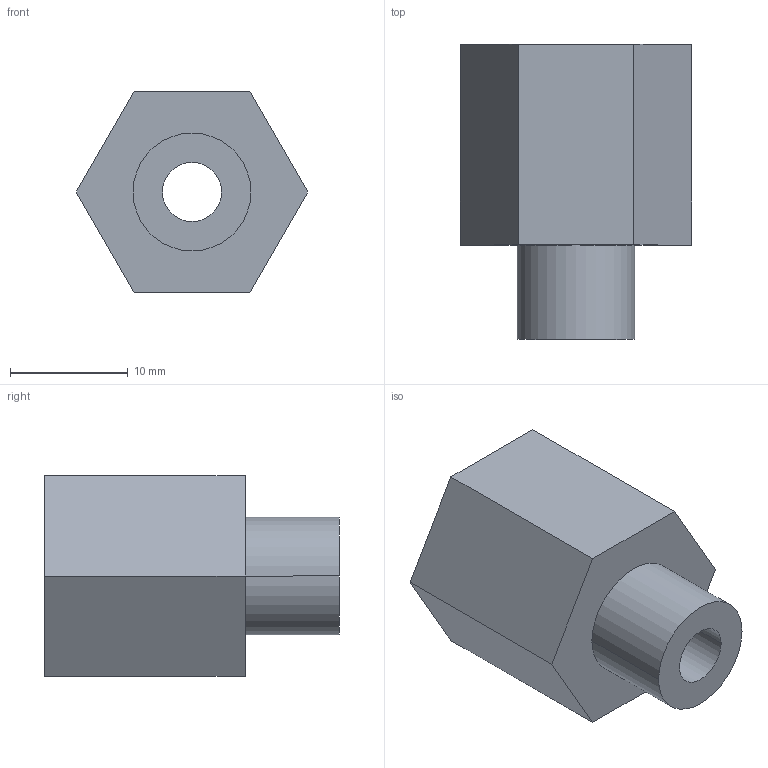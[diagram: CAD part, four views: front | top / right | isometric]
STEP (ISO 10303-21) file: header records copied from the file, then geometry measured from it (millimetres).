
FILE_DESCRIPTION(('STEP AP214'),'1');
FILE_NAME('COVAL_IF14M10M.stp','2017-12-28T08:29:13',('TraceParts'),('TraceParts S.A.'),'Spatial InterOp 3D',' ',' ');
FILE_SCHEMA(('automotive_design'));
Length unit declared in the file: millimetre
Products named in the file (1): COVAL_IF14M10M
Bounding box: 19.63 x 25 x 17 mm (x, y, z)
Volume: 3307.4 mm3; surface area: 2351 mm2
Topology: 1 solids, 1 shells, 17 faces, 38 edges, 24 vertices
Faces by surface type: plane 9, cylinder 6, cone 2
Entity records: 628 total; most frequent: DIRECTION 86, CARTESIAN_POINT 80, ORIENTED_EDGE 76, EDGE_CURVE 38, AXIS2_PLACEMENT_3D 30, LINE 26, VECTOR 26, VERTEX_POINT 24
